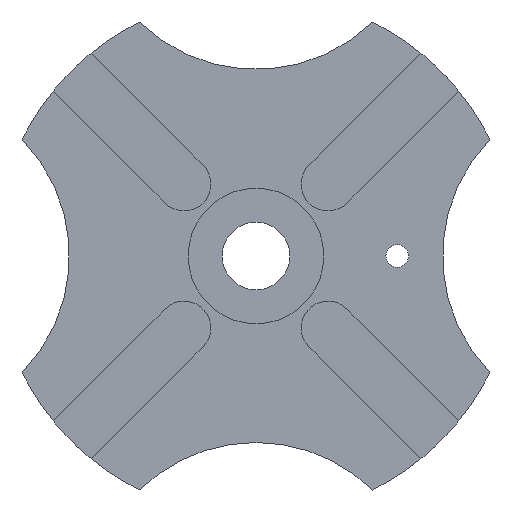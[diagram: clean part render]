
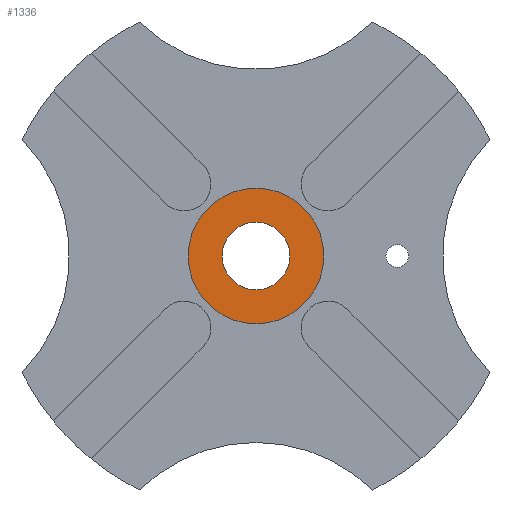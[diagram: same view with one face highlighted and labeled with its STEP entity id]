
A CAD part, left-side view. The second image highlights one B-rep face of the part: STEP entity #1336.
In plain terms, the highlighted planar face has unit normal (-1, 0, 0).
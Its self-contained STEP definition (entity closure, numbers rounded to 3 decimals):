
#10 = CIRCLE ( 'NONE', #1009, 12. ) ;
#30 = VERTEX_POINT ( 'NONE', #955 ) ;
#70 = EDGE_CURVE ( 'NONE', #30, #621, #10, .T. ) ;
#118 = AXIS2_PLACEMENT_3D ( 'NONE', #692, #468, #254 ) ;
#146 = ORIENTED_EDGE ( 'NONE', *, *, #70, .F. ) ;
#164 = VERTEX_POINT ( 'NONE', #339 ) ;
#215 = DIRECTION ( 'NONE',  ( 0., 0., 1. ) ) ;
#253 = AXIS2_PLACEMENT_3D ( 'NONE', #651, #1192, #1085 ) ;
#254 = DIRECTION ( 'NONE',  ( 0., 0., 1. ) ) ;
#265 = PLANE ( 'NONE',  #1149 ) ;
#284 = ORIENTED_EDGE ( 'NONE', *, *, #1147, .F. ) ;
#323 = DIRECTION ( 'NONE',  ( -1., 0., 0. ) ) ;
#339 = CARTESIAN_POINT ( 'NONE',  ( 17., 0., -24. ) ) ;
#342 = CARTESIAN_POINT ( 'NONE',  ( 17., 0., 24. ) ) ;
#387 = DIRECTION ( 'NONE',  ( 1., 0., 0. ) ) ;
#413 = EDGE_LOOP ( 'NONE', ( #284, #146 ) ) ;
#419 = CARTESIAN_POINT ( 'NONE',  ( 17., 0., 12. ) ) ;
#468 = DIRECTION ( 'NONE',  ( -1., 0., 0. ) ) ;
#523 = CIRCLE ( 'NONE', #253, 24. ) ;
#528 = FACE_BOUND ( 'NONE', #413, .T. ) ;
#536 = EDGE_LOOP ( 'NONE', ( #1227, #1244 ) ) ;
#550 = DIRECTION ( 'NONE',  ( -1., 0., 0. ) ) ;
#614 = EDGE_CURVE ( 'NONE', #164, #1211, #523, .T. ) ;
#621 = VERTEX_POINT ( 'NONE', #419 ) ;
#651 = CARTESIAN_POINT ( 'NONE',  ( 17., 0., 0. ) ) ;
#692 = CARTESIAN_POINT ( 'NONE',  ( 17., 0., 0. ) ) ;
#751 = CIRCLE ( 'NONE', #1094, 12. ) ;
#771 = CARTESIAN_POINT ( 'NONE',  ( 17., 0., 0. ) ) ;
#776 = CARTESIAN_POINT ( 'NONE',  ( 17., 0., 0. ) ) ;
#955 = CARTESIAN_POINT ( 'NONE',  ( 17., 0., -12. ) ) ;
#1009 = AXIS2_PLACEMENT_3D ( 'NONE', #771, #550, #215 ) ;
#1085 = DIRECTION ( 'NONE',  ( 0., 0., 1. ) ) ;
#1094 = AXIS2_PLACEMENT_3D ( 'NONE', #776, #323, #1105 ) ;
#1105 = DIRECTION ( 'NONE',  ( 0., 0., 1. ) ) ;
#1108 = FACE_OUTER_BOUND ( 'NONE', #536, .T. ) ;
#1147 = EDGE_CURVE ( 'NONE', #621, #30, #751, .T. ) ;
#1148 = CARTESIAN_POINT ( 'NONE',  ( 17., 24., 0. ) ) ;
#1149 = AXIS2_PLACEMENT_3D ( 'NONE', #1148, #387, #1257 ) ;
#1192 = DIRECTION ( 'NONE',  ( -1., 0., 0. ) ) ;
#1211 = VERTEX_POINT ( 'NONE', #342 ) ;
#1214 = CIRCLE ( 'NONE', #118, 24. ) ;
#1227 = ORIENTED_EDGE ( 'NONE', *, *, #1240, .T. ) ;
#1240 = EDGE_CURVE ( 'NONE', #1211, #164, #1214, .T. ) ;
#1244 = ORIENTED_EDGE ( 'NONE', *, *, #614, .T. ) ;
#1257 = DIRECTION ( 'NONE',  ( 0., 0., -1. ) ) ;
#1336 = ADVANCED_FACE ( 'NONE', ( #528, #1108 ), #265, .F. ) ;
